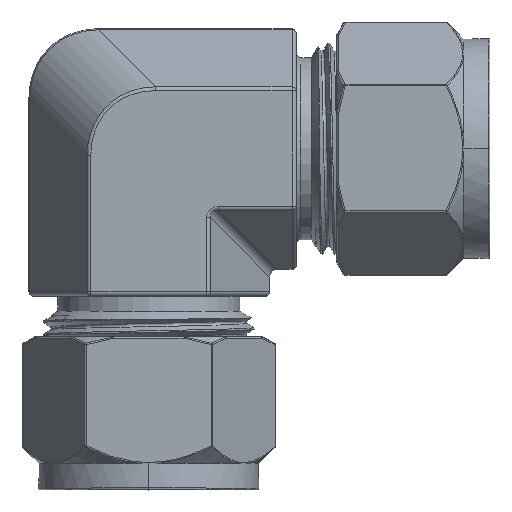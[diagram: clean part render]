
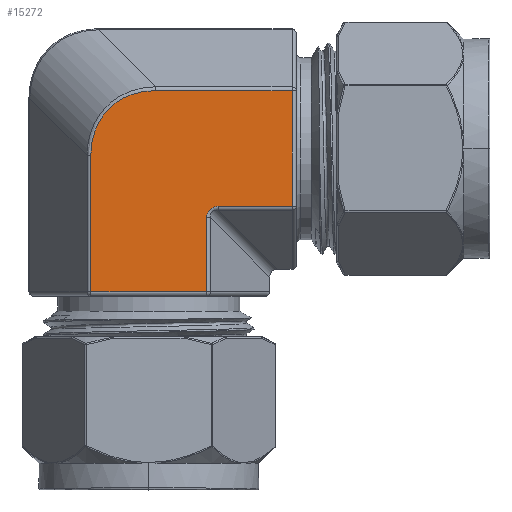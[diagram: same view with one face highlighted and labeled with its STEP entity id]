
A CAD part, top view. The second image highlights one B-rep face of the part: STEP entity #15272.
In plain terms, the highlighted planar face has unit normal (0, 0, 1).
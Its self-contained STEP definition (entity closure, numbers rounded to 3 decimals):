
#5457=DIRECTION('',(1.,0.,0.));
#5458=VECTOR('',#5457,8.419);
#5459=CARTESIAN_POINT('',(7.881,-6.582,11.9));
#5460=LINE('',#5459,#5458);
#5464=CARTESIAN_POINT('',(6.582,-7.881,11.9));
#5465=CARTESIAN_POINT('',(6.582,-7.84,11.9));
#5466=CARTESIAN_POINT('',(6.585,-7.76,11.9));
#5467=CARTESIAN_POINT('',(6.598,-7.648,11.9));
#5468=CARTESIAN_POINT('',(6.618,-7.541,11.9));
#5469=CARTESIAN_POINT('',(6.646,-7.439,11.9));
#5470=CARTESIAN_POINT('',(6.681,-7.343,11.9));
#5471=CARTESIAN_POINT('',(6.721,-7.253,11.9));
#5472=CARTESIAN_POINT('',(6.767,-7.169,11.9));
#5473=CARTESIAN_POINT('',(6.819,-7.091,11.9));
#5474=CARTESIAN_POINT('',(6.875,-7.019,11.9));
#5475=CARTESIAN_POINT('',(6.937,-6.951,11.9));
#5476=CARTESIAN_POINT('',(7.003,-6.888,11.9));
#5477=CARTESIAN_POINT('',(7.076,-6.83,11.9));
#5478=CARTESIAN_POINT('',(7.154,-6.777,11.9));
#5479=CARTESIAN_POINT('',(7.239,-6.729,11.9));
#5480=CARTESIAN_POINT('',(7.33,-6.686,11.9));
#5481=CARTESIAN_POINT('',(7.428,-6.65,11.9));
#5482=CARTESIAN_POINT('',(7.532,-6.62,11.9));
#5483=CARTESIAN_POINT('',(7.643,-6.599,11.9));
#5484=CARTESIAN_POINT('',(7.759,-6.585,11.9));
#5485=CARTESIAN_POINT('',(7.84,-6.582,11.9));
#5486=CARTESIAN_POINT('',(7.881,-6.582,11.9));
#5491=DIRECTION('',(0.,1.,0.));
#5492=VECTOR('',#5491,8.419);
#5493=CARTESIAN_POINT('',(6.582,-16.3,11.9));
#5494=LINE('',#5493,#5492);
#5498=DIRECTION('',(-1.,0.,0.));
#5499=VECTOR('',#5498,13.164);
#5500=CARTESIAN_POINT('',(6.582,-16.3,11.9));
#5501=LINE('',#5500,#5499);
#5505=DIRECTION('',(0.,-1.,0.));
#5506=VECTOR('',#5505,15.521);
#5507=CARTESIAN_POINT('',(-6.582,-0.779,11.9));
#5508=LINE('',#5507,#5506);
#5512=CARTESIAN_POINT('',(0.779,6.582,11.9));
#5513=CARTESIAN_POINT('',(0.628,6.582,11.9));
#5514=CARTESIAN_POINT('',(0.331,6.574,11.9));
#5515=CARTESIAN_POINT('',(-0.097,6.542,11.9));
#5516=CARTESIAN_POINT('',(-0.514,6.491,11.9));
#5517=CARTESIAN_POINT('',(-0.919,6.419,11.9));
#5518=CARTESIAN_POINT('',(-1.31,6.33,11.9));
#5519=CARTESIAN_POINT('',(-1.688,6.223,11.9));
#5520=CARTESIAN_POINT('',(-2.054,6.099,11.9));
#5521=CARTESIAN_POINT('',(-2.406,5.958,11.9));
#5522=CARTESIAN_POINT('',(-2.745,5.802,11.9));
#5523=CARTESIAN_POINT('',(-3.071,5.63,11.9));
#5524=CARTESIAN_POINT('',(-3.384,5.444,11.9));
#5525=CARTESIAN_POINT('',(-3.683,5.243,11.9));
#5526=CARTESIAN_POINT('',(-3.97,5.027,11.9));
#5527=CARTESIAN_POINT('',(-4.243,4.798,11.9));
#5528=CARTESIAN_POINT('',(-4.503,4.554,11.9));
#5529=CARTESIAN_POINT('',(-4.749,4.297,11.9));
#5530=CARTESIAN_POINT('',(-4.982,4.025,11.9));
#5531=CARTESIAN_POINT('',(-5.202,3.74,11.9));
#5532=CARTESIAN_POINT('',(-5.408,3.441,11.9));
#5533=CARTESIAN_POINT('',(-5.599,3.127,11.9));
#5534=CARTESIAN_POINT('',(-5.775,2.799,11.9));
#5535=CARTESIAN_POINT('',(-5.937,2.457,11.9));
#5536=CARTESIAN_POINT('',(-6.082,2.1,11.9));
#5537=CARTESIAN_POINT('',(-6.21,1.73,11.9));
#5538=CARTESIAN_POINT('',(-6.321,1.346,11.9));
#5539=CARTESIAN_POINT('',(-6.414,0.948,11.9));
#5540=CARTESIAN_POINT('',(-6.487,0.536,11.9));
#5541=CARTESIAN_POINT('',(-6.541,0.111,11.9));
#5542=CARTESIAN_POINT('',(-6.574,-0.327,11.9));
#5543=CARTESIAN_POINT('',(-6.582,-0.627,11.9));
#5544=CARTESIAN_POINT('',(-6.582,-0.779,11.9));
#5549=DIRECTION('',(-1.,0.,0.));
#5550=VECTOR('',#5549,15.521);
#5551=CARTESIAN_POINT('',(16.3,6.582,11.9));
#5552=LINE('',#5551,#5550);
#5556=DIRECTION('',(0.,-1.,0.));
#5557=VECTOR('',#5556,13.164);
#5558=CARTESIAN_POINT('',(16.3,6.582,11.9));
#5559=LINE('',#5558,#5557);
#10820=CARTESIAN_POINT('',(7.881,-6.582,11.9));
#10821=CARTESIAN_POINT('',(16.3,-6.582,11.9));
#10822=VERTEX_POINT('',#10820);
#10823=VERTEX_POINT('',#10821);
#10824=VERTEX_POINT('',#5464);
#10826=CARTESIAN_POINT('',(6.582,-16.3,11.9));
#10827=VERTEX_POINT('',#10826);
#10848=CARTESIAN_POINT('',(-6.582,-16.3,11.9));
#10849=VERTEX_POINT('',#10848);
#10856=CARTESIAN_POINT('',(16.3,6.582,11.9));
#10857=VERTEX_POINT('',#10856);
#10884=CARTESIAN_POINT('',(-6.582,-0.779,11.9));
#10885=VERTEX_POINT('',#10884);
#10886=VERTEX_POINT('',#5512);
#15251=CARTESIAN_POINT('',(0.,6.87,11.9));
#15252=DIRECTION('',(0.,0.,1.));
#15253=DIRECTION('',(0.,-1.,0.));
#15254=AXIS2_PLACEMENT_3D('',#15251,#15252,#15253);
#15255=PLANE('',#15254);
#15257=ORIENTED_EDGE('',*,*,#15256,.F.);
#15258=ORIENTED_EDGE('',*,*,#15241,.F.);
#15260=ORIENTED_EDGE('',*,*,#15259,.F.);
#15261=ORIENTED_EDGE('',*,*,#14775,.T.);
#15263=ORIENTED_EDGE('',*,*,#15262,.F.);
#15265=ORIENTED_EDGE('',*,*,#15264,.F.);
#15267=ORIENTED_EDGE('',*,*,#15266,.F.);
#15269=ORIENTED_EDGE('',*,*,#15268,.T.);
#15270=EDGE_LOOP('',(#15257,#15258,#15260,#15261,#15263,#15265,#15267,#15269));
#15271=FACE_OUTER_BOUND('',#15270,.F.);
#5487=B_SPLINE_CURVE_WITH_KNOTS('',3,(#5464,#5465,#5466,#5467,#5468,#5469,#5470,
#5471,#5472,#5473,#5474,#5475,#5476,#5477,#5478,#5479,#5480,#5481,#5482,#5483,
#5484,#5485,#5486),.UNSPECIFIED.,.F.,.F.,(4,1,1,1,1,1,1,1,1,1,1,1,1,1,1,1,1,1,1,
1,4),(0.,0.05,0.1,0.15,0.2,0.25,0.3,0.35,0.4,0.45,0.5,
0.55,0.6,0.65,0.7,0.75,0.8,0.85,0.9,0.95,1.),.UNSPECIFIED.);
#5545=B_SPLINE_CURVE_WITH_KNOTS('',3,(#5512,#5513,#5514,#5515,#5516,#5517,#5518,
#5519,#5520,#5521,#5522,#5523,#5524,#5525,#5526,#5527,#5528,#5529,#5530,#5531,
#5532,#5533,#5534,#5535,#5536,#5537,#5538,#5539,#5540,#5541,#5542,#5543,#5544),
.UNSPECIFIED.,.F.,.F.,(4,1,1,1,1,1,1,1,1,1,1,1,1,1,1,1,1,1,1,1,1,1,1,1,1,1,1,1,
1,1,4),(0.,0.033,0.067,0.1,0.133,
0.167,0.2,0.233,0.267,0.3,
0.333,0.367,0.4,0.433,0.467,
0.5,0.533,0.567,0.6,0.633,
0.667,0.7,0.733,0.767,0.8,
0.833,0.867,0.9,0.933,0.967,
1.),.UNSPECIFIED.);
#14775=EDGE_CURVE('',#10827,#10849,#5501,.T.);
#15241=EDGE_CURVE('',#10824,#10822,#5487,.T.);
#15256=EDGE_CURVE('',#10822,#10823,#5460,.T.);
#15259=EDGE_CURVE('',#10827,#10824,#5494,.T.);
#15262=EDGE_CURVE('',#10885,#10849,#5508,.T.);
#15264=EDGE_CURVE('',#10886,#10885,#5545,.T.);
#15266=EDGE_CURVE('',#10857,#10886,#5552,.T.);
#15268=EDGE_CURVE('',#10857,#10823,#5559,.T.);
#15272=ADVANCED_FACE('',(#15271),#15255,.T.);
